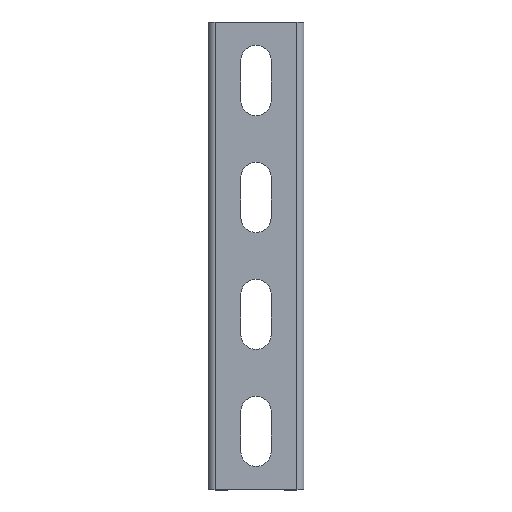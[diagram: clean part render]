
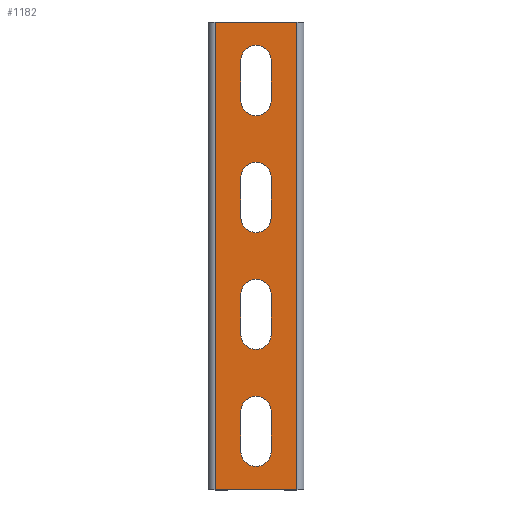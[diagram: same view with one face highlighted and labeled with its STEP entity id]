
A CAD part, top view. The second image highlights one B-rep face of the part: STEP entity #1182.
In plain terms, the highlighted planar face has unit normal (0, 0, 1).
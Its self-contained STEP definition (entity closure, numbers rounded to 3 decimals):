
#173=DIRECTION('',(0.,-1.,0.));
#174=VECTOR('',#173,200.);
#175=CARTESIAN_POINT('',(17.5,100.,10.5));
#176=LINE('',#175,#174);
#177=DIRECTION('',(0.,-1.,0.));
#178=VECTOR('',#177,200.);
#179=CARTESIAN_POINT('',(-17.5,100.,10.5));
#180=LINE('',#179,#178);
#181=DIRECTION('',(0.,-1.,0.));
#182=VECTOR('',#181,17.);
#183=CARTESIAN_POINT('',(-6.5,-66.5,10.5));
#184=LINE('',#183,#182);
#185=CARTESIAN_POINT('',(0.,-83.5,10.5));
#186=DIRECTION('',(0.,0.,-1.));
#187=DIRECTION('',(1.,0.,0.));
#188=AXIS2_PLACEMENT_3D('',#185,#186,#187);
#190=DIRECTION('',(0.,1.,0.));
#191=VECTOR('',#190,17.);
#192=CARTESIAN_POINT('',(6.5,-83.5,10.5));
#193=LINE('',#192,#191);
#194=CARTESIAN_POINT('',(0.,-66.5,10.5));
#195=DIRECTION('',(0.,0.,-1.));
#196=DIRECTION('',(-1.,0.,0.));
#197=AXIS2_PLACEMENT_3D('',#194,#195,#196);
#199=DIRECTION('',(0.,-1.,0.));
#200=VECTOR('',#199,17.);
#201=CARTESIAN_POINT('',(-6.5,-16.5,10.5));
#202=LINE('',#201,#200);
#203=CARTESIAN_POINT('',(0.,-33.5,10.5));
#204=DIRECTION('',(0.,0.,-1.));
#205=DIRECTION('',(1.,0.,0.));
#206=AXIS2_PLACEMENT_3D('',#203,#204,#205);
#208=DIRECTION('',(0.,1.,0.));
#209=VECTOR('',#208,17.);
#210=CARTESIAN_POINT('',(6.5,-33.5,10.5));
#211=LINE('',#210,#209);
#212=CARTESIAN_POINT('',(0.,-16.5,10.5));
#213=DIRECTION('',(0.,0.,-1.));
#214=DIRECTION('',(-1.,0.,0.));
#215=AXIS2_PLACEMENT_3D('',#212,#213,#214);
#217=DIRECTION('',(0.,-1.,0.));
#218=VECTOR('',#217,17.);
#219=CARTESIAN_POINT('',(-6.5,33.5,10.5));
#220=LINE('',#219,#218);
#221=CARTESIAN_POINT('',(0.,16.5,10.5));
#222=DIRECTION('',(0.,0.,-1.));
#223=DIRECTION('',(1.,0.,0.));
#224=AXIS2_PLACEMENT_3D('',#221,#222,#223);
#226=DIRECTION('',(0.,1.,0.));
#227=VECTOR('',#226,17.);
#228=CARTESIAN_POINT('',(6.5,16.5,10.5));
#229=LINE('',#228,#227);
#230=CARTESIAN_POINT('',(0.,33.5,10.5));
#231=DIRECTION('',(0.,0.,-1.));
#232=DIRECTION('',(-1.,0.,0.));
#233=AXIS2_PLACEMENT_3D('',#230,#231,#232);
#235=DIRECTION('',(0.,-1.,0.));
#236=VECTOR('',#235,17.);
#237=CARTESIAN_POINT('',(-6.5,83.5,10.5));
#238=LINE('',#237,#236);
#239=CARTESIAN_POINT('',(0.,66.5,10.5));
#240=DIRECTION('',(0.,0.,-1.));
#241=DIRECTION('',(1.,0.,0.));
#242=AXIS2_PLACEMENT_3D('',#239,#240,#241);
#244=DIRECTION('',(0.,1.,0.));
#245=VECTOR('',#244,17.);
#246=CARTESIAN_POINT('',(6.5,66.5,10.5));
#247=LINE('',#246,#245);
#248=CARTESIAN_POINT('',(0.,83.5,10.5));
#249=DIRECTION('',(0.,0.,-1.));
#250=DIRECTION('',(-1.,0.,0.));
#251=AXIS2_PLACEMENT_3D('',#248,#249,#250);
#261=DIRECTION('',(1.,0.,0.));
#262=VECTOR('',#261,35.);
#263=CARTESIAN_POINT('',(-17.5,-100.,10.5));
#264=LINE('',#263,#262);
#367=DIRECTION('',(1.,0.,0.));
#368=VECTOR('',#367,35.);
#369=CARTESIAN_POINT('',(-17.5,100.,10.5));
#370=LINE('',#369,#368);
#697=CARTESIAN_POINT('',(17.5,100.,10.5));
#698=CARTESIAN_POINT('',(17.5,-100.,10.5));
#699=VERTEX_POINT('',#697);
#700=VERTEX_POINT('',#698);
#709=CARTESIAN_POINT('',(-17.5,100.,10.5));
#710=CARTESIAN_POINT('',(-17.5,-100.,10.5));
#711=VERTEX_POINT('',#709);
#712=VERTEX_POINT('',#710);
#777=CARTESIAN_POINT('',(-6.5,-66.5,10.5));
#778=CARTESIAN_POINT('',(-6.5,-83.5,10.5));
#779=VERTEX_POINT('',#777);
#780=VERTEX_POINT('',#778);
#781=CARTESIAN_POINT('',(6.5,-83.5,10.5));
#782=VERTEX_POINT('',#781);
#783=CARTESIAN_POINT('',(6.5,-66.5,10.5));
#784=VERTEX_POINT('',#783);
#793=CARTESIAN_POINT('',(-6.5,-16.5,10.5));
#794=CARTESIAN_POINT('',(-6.5,-33.5,10.5));
#795=VERTEX_POINT('',#793);
#796=VERTEX_POINT('',#794);
#797=CARTESIAN_POINT('',(6.5,-33.5,10.5));
#798=VERTEX_POINT('',#797);
#799=CARTESIAN_POINT('',(6.5,-16.5,10.5));
#800=VERTEX_POINT('',#799);
#809=CARTESIAN_POINT('',(-6.5,33.5,10.5));
#810=CARTESIAN_POINT('',(-6.5,16.5,10.5));
#811=VERTEX_POINT('',#809);
#812=VERTEX_POINT('',#810);
#813=CARTESIAN_POINT('',(6.5,16.5,10.5));
#814=VERTEX_POINT('',#813);
#815=CARTESIAN_POINT('',(6.5,33.5,10.5));
#816=VERTEX_POINT('',#815);
#825=CARTESIAN_POINT('',(-6.5,83.5,10.5));
#826=CARTESIAN_POINT('',(-6.5,66.5,10.5));
#827=VERTEX_POINT('',#825);
#828=VERTEX_POINT('',#826);
#829=CARTESIAN_POINT('',(6.5,66.5,10.5));
#830=VERTEX_POINT('',#829);
#831=CARTESIAN_POINT('',(6.5,83.5,10.5));
#832=VERTEX_POINT('',#831);
#1128=CARTESIAN_POINT('',(-20.5,-100.,10.5));
#1129=DIRECTION('',(0.,0.,1.));
#1130=DIRECTION('',(1.,0.,0.));
#1131=AXIS2_PLACEMENT_3D('',#1128,#1129,#1130);
#1132=PLANE('',#1131);
#1133=ORIENTED_EDGE('',*,*,#1119,.T.);
#1135=ORIENTED_EDGE('',*,*,#1134,.F.);
#1137=ORIENTED_EDGE('',*,*,#1136,.F.);
#1139=ORIENTED_EDGE('',*,*,#1138,.T.);
#1140=EDGE_LOOP('',(#1133,#1135,#1137,#1139));
#1141=FACE_OUTER_BOUND('',#1140,.F.);
#1143=ORIENTED_EDGE('',*,*,#1142,.T.);
#1145=ORIENTED_EDGE('',*,*,#1144,.F.);
#1147=ORIENTED_EDGE('',*,*,#1146,.T.);
#1149=ORIENTED_EDGE('',*,*,#1148,.F.);
#1150=EDGE_LOOP('',(#1143,#1145,#1147,#1149));
#1151=FACE_BOUND('',#1150,.F.);
#1153=ORIENTED_EDGE('',*,*,#1152,.T.);
#1155=ORIENTED_EDGE('',*,*,#1154,.F.);
#1157=ORIENTED_EDGE('',*,*,#1156,.T.);
#1159=ORIENTED_EDGE('',*,*,#1158,.F.);
#1160=EDGE_LOOP('',(#1153,#1155,#1157,#1159));
#1161=FACE_BOUND('',#1160,.F.);
#1163=ORIENTED_EDGE('',*,*,#1162,.T.);
#1165=ORIENTED_EDGE('',*,*,#1164,.F.);
#1167=ORIENTED_EDGE('',*,*,#1166,.T.);
#1169=ORIENTED_EDGE('',*,*,#1168,.F.);
#1170=EDGE_LOOP('',(#1163,#1165,#1167,#1169));
#1171=FACE_BOUND('',#1170,.F.);
#1173=ORIENTED_EDGE('',*,*,#1172,.T.);
#1175=ORIENTED_EDGE('',*,*,#1174,.F.);
#1177=ORIENTED_EDGE('',*,*,#1176,.T.);
#1179=ORIENTED_EDGE('',*,*,#1178,.F.);
#1180=EDGE_LOOP('',(#1173,#1175,#1177,#1179));
#1181=FACE_BOUND('',#1180,.F.);
#1182=ADVANCED_FACE('',(#1141,#1151,#1161,#1171,#1181),#1132,.T.);
#189=CIRCLE('',#188,6.5);
#198=CIRCLE('',#197,6.5);
#207=CIRCLE('',#206,6.5);
#216=CIRCLE('',#215,6.5);
#225=CIRCLE('',#224,6.5);
#234=CIRCLE('',#233,6.5);
#243=CIRCLE('',#242,6.5);
#252=CIRCLE('',#251,6.5);
#1119=EDGE_CURVE('',#699,#700,#176,.T.);
#1134=EDGE_CURVE('',#712,#700,#264,.T.);
#1136=EDGE_CURVE('',#711,#712,#180,.T.);
#1138=EDGE_CURVE('',#711,#699,#370,.T.);
#1142=EDGE_CURVE('',#779,#780,#184,.T.);
#1144=EDGE_CURVE('',#782,#780,#189,.T.);
#1146=EDGE_CURVE('',#782,#784,#193,.T.);
#1148=EDGE_CURVE('',#779,#784,#198,.T.);
#1152=EDGE_CURVE('',#795,#796,#202,.T.);
#1154=EDGE_CURVE('',#798,#796,#207,.T.);
#1156=EDGE_CURVE('',#798,#800,#211,.T.);
#1158=EDGE_CURVE('',#795,#800,#216,.T.);
#1162=EDGE_CURVE('',#811,#812,#220,.T.);
#1164=EDGE_CURVE('',#814,#812,#225,.T.);
#1166=EDGE_CURVE('',#814,#816,#229,.T.);
#1168=EDGE_CURVE('',#811,#816,#234,.T.);
#1172=EDGE_CURVE('',#827,#828,#238,.T.);
#1174=EDGE_CURVE('',#830,#828,#243,.T.);
#1176=EDGE_CURVE('',#830,#832,#247,.T.);
#1178=EDGE_CURVE('',#827,#832,#252,.T.);
